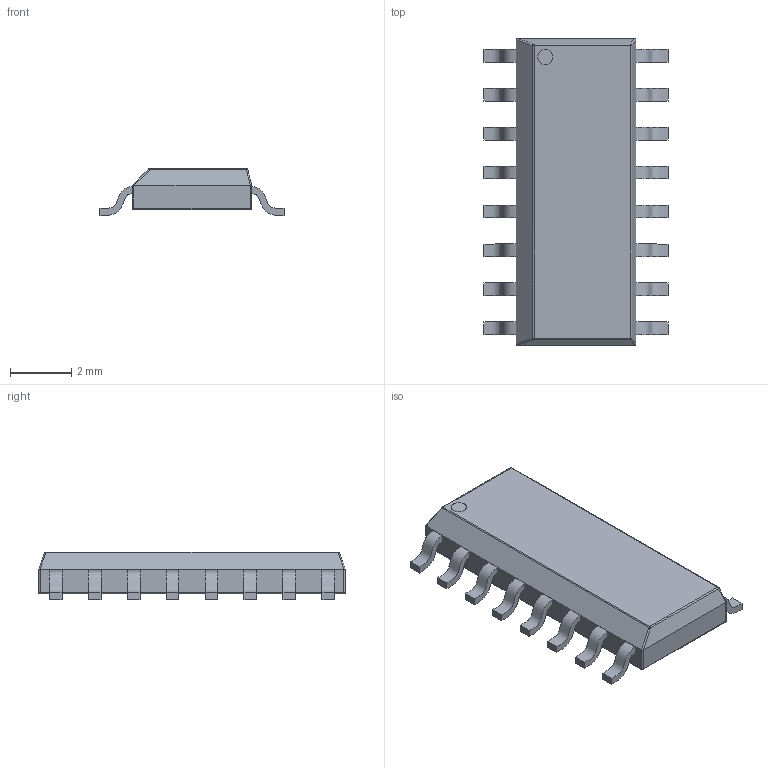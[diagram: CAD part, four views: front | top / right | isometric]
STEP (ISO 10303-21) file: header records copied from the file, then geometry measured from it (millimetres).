
FILE_DESCRIPTION(('for SolidWorks'),'2;1');
FILE_NAME('soic-16_150mil.step', '2016-08-03T13:16:59',('Serg'),(''),'Open CASCADE STEP processor 6.6', 'DipTrace','Unknown');
FILE_SCHEMA(('AUTOMOTIVE_DESIGN { 1 0 10303 214 1 1 1 1 }'));
Length unit declared in the file: millimetre
Products named in the file (3): ASSEMBLY; soic-16_150mil; soic-16_150mil_001
Assembly tree (2 placements, depth 2):
  ASSEMBLY
    soic-16_150mil
    soic-16_150mil_001
Bounding box: 6 x 10 x 1.55 mm (x, y, z)
Volume: 53.2 mm3; surface area: 146.3 mm2
Topology: 17 solids, 17 shells, 140 faces, 299 edges, 186 vertices
Faces by surface type: bspline 76, plane 43, cylinder 17, sphere 4
Full cylindrical faces by diameter (mm): 0.5 x1
Entity records: 6610 total; most frequent: CARTESIAN_POINT 3845, ORIENTED_EDGE 582, EDGE_CURVE 291, DIRECTION 219, B_SPLINE_CURVE_WITH_KNOTS 218, VERTEX_POINT 186, FACE_BOUND 141, EDGE_LOOP 141
